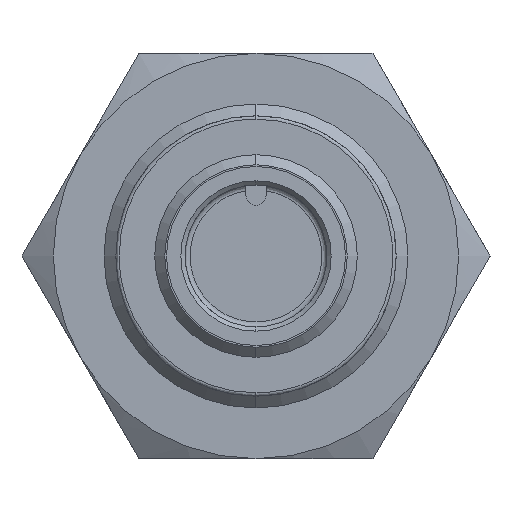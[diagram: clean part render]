
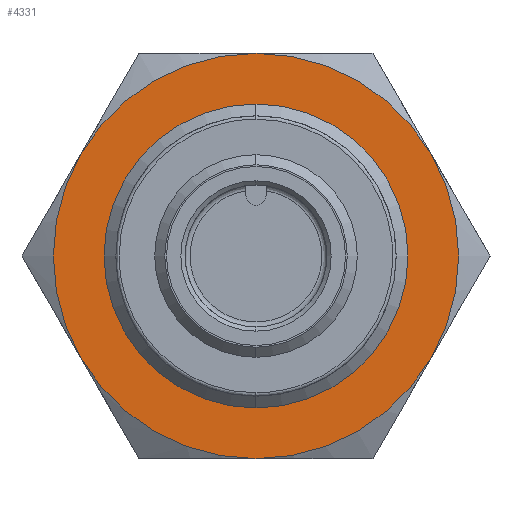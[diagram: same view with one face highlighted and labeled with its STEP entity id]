
A CAD part, left-side view. The second image highlights one B-rep face of the part: STEP entity #4331.
In plain terms, the highlighted planar face has unit normal (-1, 0, 0).
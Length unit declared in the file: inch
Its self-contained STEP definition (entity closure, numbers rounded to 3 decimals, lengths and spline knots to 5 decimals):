
#60 = AXIS2_PLACEMENT_3D ( 'NONE', #1221, #3597, #3576 ) ;
#70 = CIRCLE ( 'NONE', #60, 0.47244 ) ;
#265 = CARTESIAN_POINT ( 'NONE',  ( 1.02362, 0., 0. ) ) ;
#334 = CARTESIAN_POINT ( 'NONE',  ( 1.02362, 0., 0. ) ) ;
#399 = DIRECTION ( 'NONE',  ( 0., 0., -1. ) ) ;
#421 = CARTESIAN_POINT ( 'NONE',  ( 1.02362, -0.40915, -0.23622 ) ) ;
#519 = ORIENTED_EDGE ( 'NONE', *, *, #3891, .T. ) ;
#546 = EDGE_CURVE ( 'NONE', #2467, #4799, #2491, .T. ) ;
#597 = CIRCLE ( 'NONE', #4873, 0.47244 ) ;
#619 = CARTESIAN_POINT ( 'NONE',  ( 1.02362, 0., 0.35433 ) ) ;
#680 = CARTESIAN_POINT ( 'NONE',  ( 1.02362, -0.40915, 0.23622 ) ) ;
#698 = CARTESIAN_POINT ( 'NONE',  ( 1.02362, 0., 0. ) ) ;
#724 = EDGE_LOOP ( 'NONE', ( #5929, #1583, #1996, #2409, #3381, #4423 ) ) ;
#1037 = AXIS2_PLACEMENT_3D ( 'NONE', #265, #2085, #5769 ) ;
#1186 = DIRECTION ( 'NONE',  ( -1., 0., 0. ) ) ;
#1187 = CARTESIAN_POINT ( 'NONE',  ( 1.02362, 0.40915, -0.23622 ) ) ;
#1215 = DIRECTION ( 'NONE',  ( -1., 0., 0. ) ) ;
#1221 = CARTESIAN_POINT ( 'NONE',  ( 1.02362, 0., 0. ) ) ;
#1236 = CARTESIAN_POINT ( 'NONE',  ( 1.02362, 0., 0. ) ) ;
#1301 = DIRECTION ( 'NONE',  ( -1., 0., 0. ) ) ;
#1569 = DIRECTION ( 'NONE',  ( 0., 0., 1. ) ) ;
#1583 = ORIENTED_EDGE ( 'NONE', *, *, #4092, .T. ) ;
#1596 = CARTESIAN_POINT ( 'NONE',  ( 1.02362, 0.40915, 0.23622 ) ) ;
#1678 = VERTEX_POINT ( 'NONE', #1187 ) ;
#1691 = DIRECTION ( 'NONE',  ( -1., 0., 0. ) ) ;
#1799 = CARTESIAN_POINT ( 'NONE',  ( 1.02362, 0., -0.47244 ) ) ;
#1892 = EDGE_CURVE ( 'NONE', #5393, #3111, #597, .T. ) ;
#1917 = EDGE_CURVE ( 'NONE', #4799, #5393, #2756, .T. ) ;
#1996 = ORIENTED_EDGE ( 'NONE', *, *, #5963, .T. ) ;
#2034 = CARTESIAN_POINT ( 'NONE',  ( 1.02362, 0., 0. ) ) ;
#2085 = DIRECTION ( 'NONE',  ( -1., 0., 0. ) ) ;
#2180 = DIRECTION ( 'NONE',  ( 0., 0., 1. ) ) ;
#2348 = CARTESIAN_POINT ( 'NONE',  ( 1.02362, 0., 0.47244 ) ) ;
#2388 = AXIS2_PLACEMENT_3D ( 'NONE', #334, #3130, #2180 ) ;
#2409 = ORIENTED_EDGE ( 'NONE', *, *, #5854, .T. ) ;
#2467 = VERTEX_POINT ( 'NONE', #1799 ) ;
#2491 = CIRCLE ( 'NONE', #4789, 0.47244 ) ;
#2531 = DIRECTION ( 'NONE',  ( 0., 0., -1. ) ) ;
#2555 = CARTESIAN_POINT ( 'NONE',  ( 1.02362, 0., 0. ) ) ;
#2582 = EDGE_LOOP ( 'NONE', ( #5915, #519 ) ) ;
#2612 = VERTEX_POINT ( 'NONE', #1596 ) ;
#2756 = CIRCLE ( 'NONE', #5109, 0.47244 ) ;
#2865 = CIRCLE ( 'NONE', #2388, 0.35433 ) ;
#2997 = CIRCLE ( 'NONE', #5565, 0.47244 ) ;
#3111 = VERTEX_POINT ( 'NONE', #2348 ) ;
#3130 = DIRECTION ( 'NONE',  ( 1., 0., 0. ) ) ;
#3356 = VERTEX_POINT ( 'NONE', #619 ) ;
#3381 = ORIENTED_EDGE ( 'NONE', *, *, #546, .T. ) ;
#3435 = AXIS2_PLACEMENT_3D ( 'NONE', #698, #4410, #1569 ) ;
#3528 = CIRCLE ( 'NONE', #1037, 0.47244 ) ;
#3576 = DIRECTION ( 'NONE',  ( 0., 0., -1. ) ) ;
#3590 = DIRECTION ( 'NONE',  ( 0., 0., -1. ) ) ;
#3597 = DIRECTION ( 'NONE',  ( -1., 0., 0. ) ) ;
#3819 = FACE_OUTER_BOUND ( 'NONE', #724, .T. ) ;
#3891 = EDGE_CURVE ( 'NONE', #4283, #3356, #4103, .T. ) ;
#3974 = AXIS2_PLACEMENT_3D ( 'NONE', #4095, #1301, #4548 ) ;
#4092 = EDGE_CURVE ( 'NONE', #3111, #2612, #2997, .T. ) ;
#4095 = CARTESIAN_POINT ( 'NONE',  ( 1.02362, 0.23622, 0. ) ) ;
#4103 = CIRCLE ( 'NONE', #3435, 0.35433 ) ;
#4283 = VERTEX_POINT ( 'NONE', #5945 ) ;
#4331 = ADVANCED_FACE ( 'NONE', ( #3819, #4592 ), #5548, .T. ) ;
#4410 = DIRECTION ( 'NONE',  ( 1., 0., 0. ) ) ;
#4412 = DIRECTION ( 'NONE',  ( -1., 0., 0. ) ) ;
#4423 = ORIENTED_EDGE ( 'NONE', *, *, #1917, .T. ) ;
#4548 = DIRECTION ( 'NONE',  ( 0., 0., 1. ) ) ;
#4592 = FACE_BOUND ( 'NONE', #2582, .T. ) ;
#4789 = AXIS2_PLACEMENT_3D ( 'NONE', #5427, #1691, #399 ) ;
#4799 = VERTEX_POINT ( 'NONE', #421 ) ;
#4873 = AXIS2_PLACEMENT_3D ( 'NONE', #2034, #4412, #5847 ) ;
#5109 = AXIS2_PLACEMENT_3D ( 'NONE', #2555, #1186, #2531 ) ;
#5393 = VERTEX_POINT ( 'NONE', #680 ) ;
#5427 = CARTESIAN_POINT ( 'NONE',  ( 1.02362, 0., 0. ) ) ;
#5548 = PLANE ( 'NONE',  #3974 ) ;
#5565 = AXIS2_PLACEMENT_3D ( 'NONE', #1236, #1215, #3590 ) ;
#5769 = DIRECTION ( 'NONE',  ( 0., 0., -1. ) ) ;
#5847 = DIRECTION ( 'NONE',  ( 0., 0., -1. ) ) ;
#5854 = EDGE_CURVE ( 'NONE', #1678, #2467, #3528, .T. ) ;
#5915 = ORIENTED_EDGE ( 'NONE', *, *, #5975, .T. ) ;
#5929 = ORIENTED_EDGE ( 'NONE', *, *, #1892, .T. ) ;
#5945 = CARTESIAN_POINT ( 'NONE',  ( 1.02362, 0., -0.35433 ) ) ;
#5963 = EDGE_CURVE ( 'NONE', #2612, #1678, #70, .T. ) ;
#5975 = EDGE_CURVE ( 'NONE', #3356, #4283, #2865, .T. ) ;
